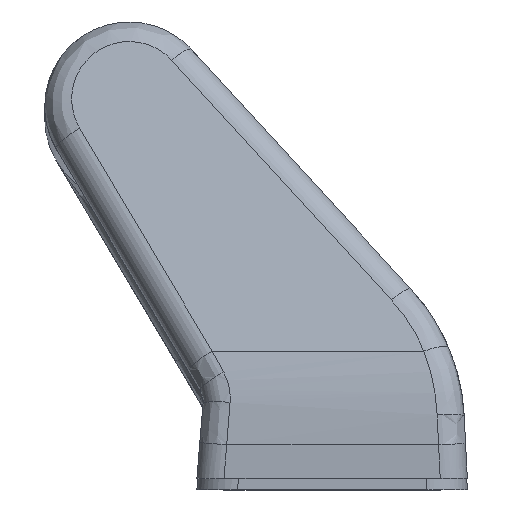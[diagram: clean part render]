
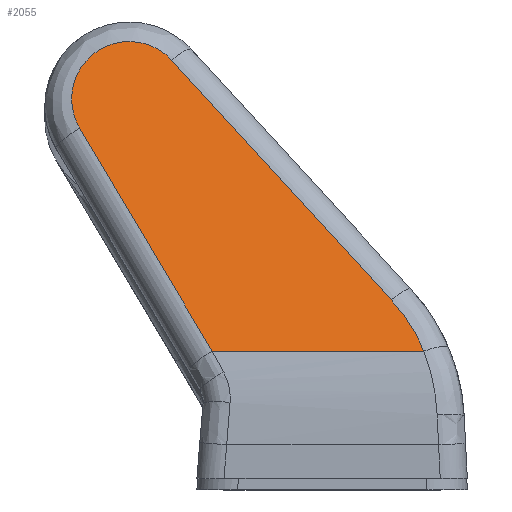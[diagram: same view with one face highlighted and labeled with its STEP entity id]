
A CAD part, top view. The second image highlights one B-rep face of the part: STEP entity #2055.
In plain terms, the highlighted face is planar.
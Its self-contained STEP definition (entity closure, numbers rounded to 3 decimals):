
#2055 = ADVANCED_FACE ( 'NONE', ( #7146 ), #7145, .F. ) ;
#2056 = EDGE_LOOP ( 'NONE', ( #2057, #2061, #2064, #2067, #2070 ) ) ;
#2057 = ORIENTED_EDGE ( 'NONE', *, *, #2058, .T. ) ;
#2058 = EDGE_CURVE ( 'NONE', #2059, #2060, #7139, .T. ) ;
#2059 = VERTEX_POINT ( 'NONE', #7138 ) ;
#2060 = VERTEX_POINT ( 'NONE', #7140 ) ;
#2061 = ORIENTED_EDGE ( 'NONE', *, *, #2062, .T. ) ;
#2062 = EDGE_CURVE ( 'NONE', #2060, #2063, #7133, .T. ) ;
#2063 = VERTEX_POINT ( 'NONE', #7129 ) ;
#2064 = ORIENTED_EDGE ( 'NONE', *, *, #2065, .T. ) ;
#2065 = EDGE_CURVE ( 'NONE', #2063, #2066, #7128, .T. ) ;
#2066 = VERTEX_POINT ( 'NONE', #7124 ) ;
#2067 = ORIENTED_EDGE ( 'NONE', *, *, #2068, .T. ) ;
#2068 = EDGE_CURVE ( 'NONE', #2066, #2069, #7123, .T. ) ;
#2069 = VERTEX_POINT ( 'NONE', #7122 ) ;
#2070 = ORIENTED_EDGE ( 'NONE', *, *, #2071, .T. ) ;
#2071 = EDGE_CURVE ( 'NONE', #2069, #2059, #7121, .T. ) ;
#7114 = DIRECTION ( 'NONE',  ( -0.208, 0.721, 0.661 ) ) ;
#7115 = VECTOR ( 'NONE', #7114, 1000. ) ;
#7116 = CARTESIAN_POINT ( 'NONE',  ( -14.224, 61.341, 23.266 ) ) ;
#7117 = CARTESIAN_POINT ( 'NONE',  ( -4.144, 26.376, -8.752 ) ) ;
#7118 = CARTESIAN_POINT ( 'NONE',  ( -3.5, 24.141, -10.799 ) ) ;
#7119 = CARTESIAN_POINT ( 'NONE',  ( -2.763, 21.586, -12.428 ) ) ;
#7120 = CARTESIAN_POINT ( 'NONE',  ( -1.957, 18.787, -13.59 ) ) ;
#7121 = LINE ( 'NONE', #7116, #7115 ) ;
#7122 = CARTESIAN_POINT ( 'NONE',  ( -4.144, 26.376, -8.752 ) ) ;
#7123 =( BOUNDED_CURVE ( )  B_SPLINE_CURVE ( 3, ( #7120, #7119, #7118, #7117 ),
 .UNSPECIFIED., .F., .T. ) 
 B_SPLINE_CURVE_WITH_KNOTS ( ( 4, 4 ),
 ( 1.964, 2.312 ),
 .UNSPECIFIED. ) 
 CURVE ( )  GEOMETRIC_REPRESENTATION_ITEM ( )  RATIONAL_B_SPLINE_CURVE ( ( 1., 0.99, 0.99, 1. ) ) 
 REPRESENTATION_ITEM ( '' )  );
#7124 = CARTESIAN_POINT ( 'NONE',  ( -1.957, 18.787, -13.59 ) ) ;
#7125 = DIRECTION ( 'NONE',  ( 0., 0., -1. ) ) ;
#7126 = VECTOR ( 'NONE', #7125, 1000. ) ;
#7127 = CARTESIAN_POINT ( 'NONE',  ( -1.957, 18.787, -19.269 ) ) ;
#7128 = LINE ( 'NONE', #7127, #7126 ) ;
#7129 = CARTESIAN_POINT ( 'NONE',  ( -1.957, 18.787, 17.721 ) ) ;
#7130 = DIRECTION ( 'NONE',  ( 0.241, -0.835, -0.496 ) ) ;
#7131 = VECTOR ( 'NONE', #7130, 1000. ) ;
#7132 = CARTESIAN_POINT ( 'NONE',  ( -2.59, 20.984, 19.025 ) ) ;
#7133 = LINE ( 'NONE', #7132, #7131 ) ;
#7134 = CARTESIAN_POINT ( 'NONE',  ( -11.465, 51.768, 37.308 ) ) ;
#7135 = CARTESIAN_POINT ( 'NONE',  ( -14.943, 63.832, 44.473 ) ) ;
#7136 = CARTESIAN_POINT ( 'NONE',  ( -17.354, 72.197, 33.208 ) ) ;
#7137 = CARTESIAN_POINT ( 'NONE',  ( -14.371, 61.849, 23.731 ) ) ;
#7138 = CARTESIAN_POINT ( 'NONE',  ( -14.371, 61.849, 23.731 ) ) ;
#7139 =( BOUNDED_CURVE ( )  B_SPLINE_CURVE ( 3, ( #7137, #7136, #7135, #7134 ),
 .UNSPECIFIED., .F., .F. ) 
 B_SPLINE_CURVE_WITH_KNOTS ( ( 4, 4 ),
 ( 2.312, 5.248 ),
 .UNSPECIFIED. ) 
 CURVE ( )  GEOMETRIC_REPRESENTATION_ITEM ( )  RATIONAL_B_SPLINE_CURVE ( ( 1., 0.402, 0.402, 1. ) ) 
 REPRESENTATION_ITEM ( '' )  );
#7140 = CARTESIAN_POINT ( 'NONE',  ( -11.465, 51.768, 37.308 ) ) ;
#7141 = DIRECTION ( 'NONE',  ( 0.277, -0.961, 0. ) ) ;
#7142 = DIRECTION ( 'NONE',  ( -0.961, -0.277, 0. ) ) ;
#7143 = CARTESIAN_POINT ( 'NONE',  ( -16., 67.5, -45. ) ) ;
#7144 = AXIS2_PLACEMENT_3D ( 'NONE', #7143, #7142, #7141 ) ;
#7145 = PLANE ( 'NONE',  #7144 ) ;
#7146 = FACE_OUTER_BOUND ( 'NONE', #2056, .T. ) ;
